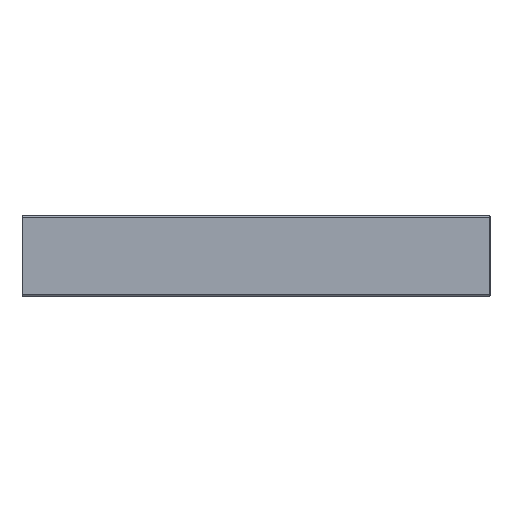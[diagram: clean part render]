
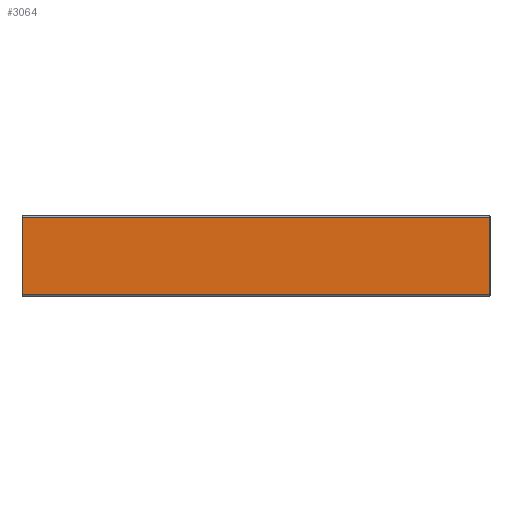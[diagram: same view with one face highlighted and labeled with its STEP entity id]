
A CAD part, front view. The second image highlights one B-rep face of the part: STEP entity #3064.
In plain terms, the highlighted planar face has unit normal (0, -1, 0).
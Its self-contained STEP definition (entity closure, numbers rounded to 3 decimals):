
#433=FACE_OUTER_BOUND('',#604,.T.);
#604=EDGE_LOOP('',(#2586,#2587,#2588,#2589));
#855=LINE('',#7344,#1112);
#865=LINE('',#7369,#1122);
#866=LINE('',#7372,#1123);
#867=LINE('',#7373,#1124);
#1112=VECTOR('',#3665,1000.);
#1122=VECTOR('',#3689,1000.);
#1123=VECTOR('',#3694,1000.);
#1124=VECTOR('',#3695,1000.);
#1381=VERTEX_POINT('',#7342);
#1382=VERTEX_POINT('',#7343);
#1389=VERTEX_POINT('',#7366);
#1390=VERTEX_POINT('',#7368);
#1781=EDGE_CURVE('',#1381,#1382,#855,.T.);
#1794=EDGE_CURVE('',#1390,#1389,#865,.T.);
#1796=EDGE_CURVE('',#1389,#1382,#866,.T.);
#1797=EDGE_CURVE('',#1381,#1390,#867,.T.);
#2586=ORIENTED_EDGE('',*,*,#1794,.T.);
#2587=ORIENTED_EDGE('',*,*,#1796,.T.);
#2588=ORIENTED_EDGE('',*,*,#1781,.F.);
#2589=ORIENTED_EDGE('',*,*,#1797,.T.);
#2753=PLANE('',#3206);
#3064=ADVANCED_FACE('',(#433),#2753,.T.);
#3206=AXIS2_PLACEMENT_3D('',#7371,#3692,#3693);
#3665=DIRECTION('',(1.,0.,0.));
#3689=DIRECTION('',(1.,0.,0.));
#3692=DIRECTION('center_axis',(0.,-1.,0.));
#3693=DIRECTION('ref_axis',(1.,0.,0.));
#3694=DIRECTION('',(0.,0.,1.));
#3695=DIRECTION('',(0.,0.,-1.));
#7342=CARTESIAN_POINT('',(-1.597,-3.175,0.52));
#7343=CARTESIAN_POINT('',(1.597,-3.175,0.52));
#7344=CARTESIAN_POINT('',(-2.414,-3.175,0.52));
#7366=CARTESIAN_POINT('',(1.597,-3.175,-0.01));
#7368=CARTESIAN_POINT('',(-1.597,-3.175,-0.01));
#7369=CARTESIAN_POINT('',(-2.414,-3.175,-0.01));
#7371=CARTESIAN_POINT('Origin',(-2.414,-3.175,-0.01));
#7372=CARTESIAN_POINT('',(1.597,-3.175,-0.01));
#7373=CARTESIAN_POINT('',(-1.597,-3.175,-0.01));
